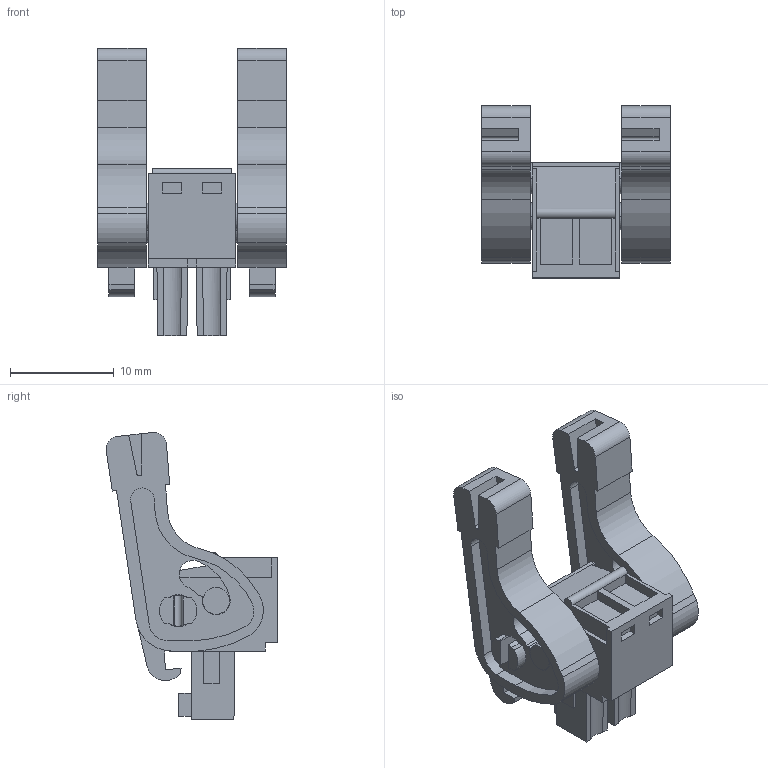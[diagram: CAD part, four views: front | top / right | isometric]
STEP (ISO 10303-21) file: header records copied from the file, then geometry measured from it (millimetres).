
FILE_DESCRIPTION(('CATIA V5 STEP','CAx-IF Rec.Pracs.--- Model Styling and Organization---1.2---2011-12-15'),'2;1');
FILE_NAME ('D1462202_0_2442360000_2442360000.stp','2017-07-31T14:47:42+00:00',('none'),('Weidmueller'),'CATIA Version 5-6 Release 2014','CATIA V5 STEP AP214','none');
FILE_SCHEMA(('AUTOMOTIVE_DESIGN { 1 0 10303 214 1 1 1 1 }'));
Length unit declared in the file: millimetre
Products named in the file (1): 2442360000
Bounding box: 18.21 x 16.55 x 27.68 mm (x, y, z)
Volume: 2004.1 mm3; surface area: 2656.4 mm2
Topology: 5 solids, 5 shells, 284 faces, 768 edges, 506 vertices
Faces by surface type: plane 187, cylinder 97
Entity records: 8303 total; most frequent: CARTESIAN_POINT 1540, ORIENTED_EDGE 1528, DIRECTION 1121, EDGE_CURVE 764, VECTOR 536, LINE 536, VERTEX_POINT 506, AXIS2_PLACEMENT_3D 397
